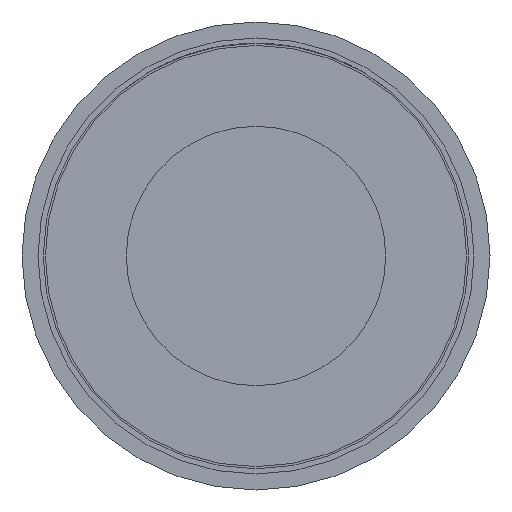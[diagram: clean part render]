
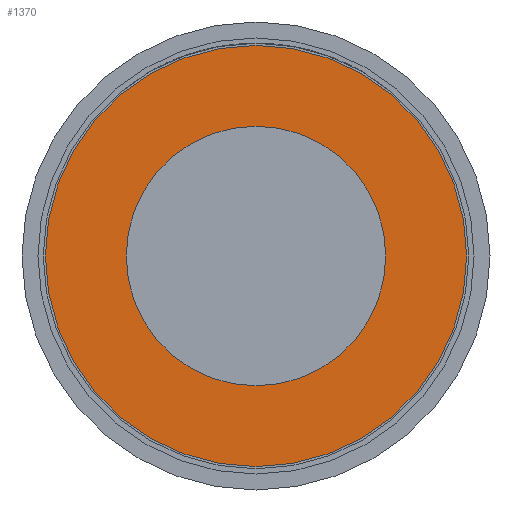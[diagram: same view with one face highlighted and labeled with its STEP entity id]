
A CAD part, front view. The second image highlights one B-rep face of the part: STEP entity #1370.
In plain terms, the highlighted planar face has unit normal (0, -1, 0).
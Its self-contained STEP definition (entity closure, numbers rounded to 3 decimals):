
#248 = VERTEX_POINT ( 'NONE', #1323 ) ;
#528 = AXIS2_PLACEMENT_3D ( 'NONE', #1040, #3418, #2411 ) ;
#685 = CARTESIAN_POINT ( 'NONE',  ( -0.99, -29.5, 0. ) ) ;
#714 = DIRECTION ( 'NONE',  ( 0., 1., 0. ) ) ;
#724 = ORIENTED_EDGE ( 'NONE', *, *, #3023, .F. ) ;
#810 = CARTESIAN_POINT ( 'NONE',  ( 0., -29.5, 0.61 ) ) ;
#1040 = CARTESIAN_POINT ( 'NONE',  ( 0., -29.5, 0. ) ) ;
#1044 = DIRECTION ( 'NONE',  ( 0., -1., 0. ) ) ;
#1072 = FACE_OUTER_BOUND ( 'NONE', #1616, .T. ) ;
#1090 = VERTEX_POINT ( 'NONE', #3497 ) ;
#1155 = CIRCLE ( 'NONE', #2279, 0.99 ) ;
#1157 = EDGE_CURVE ( 'Defeature ausgef�hrt2_8+Defeature ausgef�hrt2_12+Defeature ausgef�hrt2_12+Defeature ausgef�hrt2_12', #1090, #3066, #3128, .T. ) ;
#1254 = ORIENTED_EDGE ( 'NONE', *, *, #1157, .T. ) ;
#1323 = CARTESIAN_POINT ( 'NONE',  ( 0., -29.5, 0.99 ) ) ;
#1341 = DIRECTION ( 'NONE',  ( 0., 0., -1. ) ) ;
#1355 = CARTESIAN_POINT ( 'NONE',  ( 0., -29.5, 0. ) ) ;
#1370 = ADVANCED_FACE ( 'Defeature ausgef�hrt2_8', ( #2579, #1072 ), #2343, .T. ) ;
#1562 = EDGE_CURVE ( 'Defeature ausgef�hrt2_8+Defeature ausgef�hrt2_12+Defeature ausgef�hrt2_12+Defeature ausgef�hrt2_12', #3066, #1090, #2745, .T. ) ;
#1616 = EDGE_LOOP ( 'NONE', ( #724, #2433 ) ) ;
#1664 = VERTEX_POINT ( 'NONE', #2039 ) ;
#1914 = DIRECTION ( 'NONE',  ( 0., 0., 1. ) ) ;
#2039 = CARTESIAN_POINT ( 'NONE',  ( 0., -29.5, -0.99 ) ) ;
#2088 = AXIS2_PLACEMENT_3D ( 'NONE', #2200, #3295, #1914 ) ;
#2200 = CARTESIAN_POINT ( 'NONE',  ( 0., -29.5, 0. ) ) ;
#2214 = DIRECTION ( 'NONE',  ( 0., 0., 1. ) ) ;
#2262 = EDGE_LOOP ( 'NONE', ( #3158, #1254 ) ) ;
#2279 = AXIS2_PLACEMENT_3D ( 'NONE', #2957, #714, #2389 ) ;
#2343 = PLANE ( 'NONE',  #2529 ) ;
#2389 = DIRECTION ( 'NONE',  ( 0., 0., 1. ) ) ;
#2411 = DIRECTION ( 'NONE',  ( 0., 0., 1. ) ) ;
#2433 = ORIENTED_EDGE ( 'NONE', *, *, #2807, .F. ) ;
#2529 = AXIS2_PLACEMENT_3D ( 'NONE', #685, #1044, #1341 ) ;
#2571 = CIRCLE ( 'NONE', #2088, 0.99 ) ;
#2579 = FACE_BOUND ( 'NONE', #2262, .T. ) ;
#2745 = CIRCLE ( 'NONE', #2819, 0.61 ) ;
#2807 = EDGE_CURVE ( 'Defeature ausgef�hrt2_7+Defeature ausgef�hrt2_8+Defeature ausgef�hrt2_8+Defeature ausgef�hrt2_8', #1664, #248, #1155, .T. ) ;
#2819 = AXIS2_PLACEMENT_3D ( 'NONE', #1355, #3020, #2214 ) ;
#2957 = CARTESIAN_POINT ( 'NONE',  ( 0., -29.5, 0. ) ) ;
#3020 = DIRECTION ( 'NONE',  ( 0., 1., 0. ) ) ;
#3023 = EDGE_CURVE ( 'Defeature ausgef�hrt2_7+Defeature ausgef�hrt2_8+Defeature ausgef�hrt2_8+Defeature ausgef�hrt2_8', #248, #1664, #2571, .T. ) ;
#3066 = VERTEX_POINT ( 'NONE', #810 ) ;
#3128 = CIRCLE ( 'NONE', #528, 0.61 ) ;
#3158 = ORIENTED_EDGE ( 'NONE', *, *, #1562, .T. ) ;
#3295 = DIRECTION ( 'NONE',  ( 0., 1., 0. ) ) ;
#3418 = DIRECTION ( 'NONE',  ( 0., 1., 0. ) ) ;
#3497 = CARTESIAN_POINT ( 'NONE',  ( 0., -29.5, -0.61 ) ) ;
